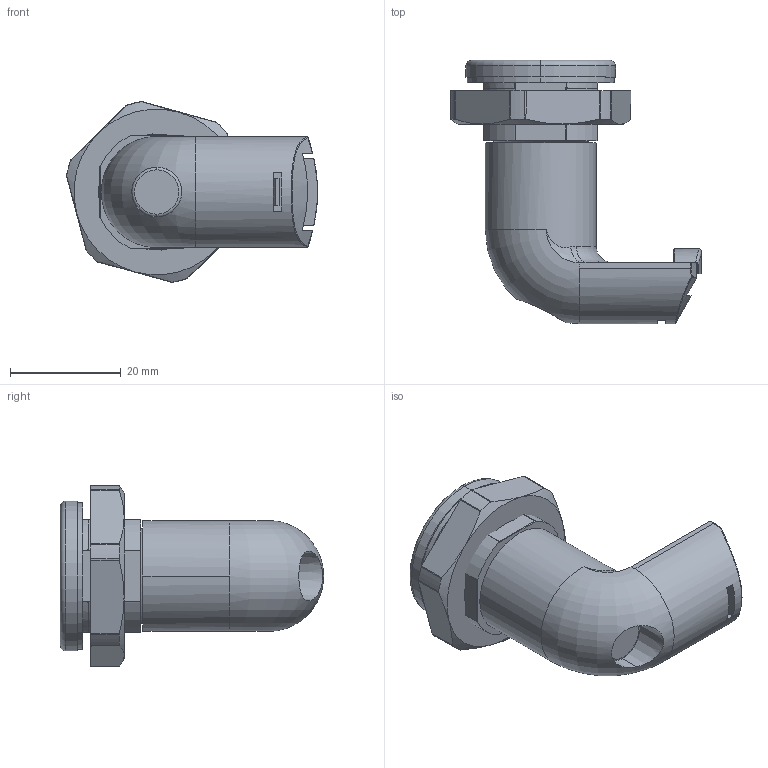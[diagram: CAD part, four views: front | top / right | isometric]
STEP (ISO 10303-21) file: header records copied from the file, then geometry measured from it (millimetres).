
FILE_DESCRIPTION (( 'STEP AP214' ), '1' );
FILE_NAME ('21620003.STEP', '2008-12-05T08:57:24', ( ' ' ), ( '' ), 'SwSTEP 2.0', 'SolidWorks 2008', '' );
FILE_SCHEMA (( 'AUTOMOTIVE_DESIGN' ));
Length unit declared in the file: millimetre
Products named in the file (13): 94407_Standard; 84205_Standard; 82204_Standard; 82171_Standard; 94403_Standard; 94400_Standard; 93034_Standard; 83054_Standard; 94078_Standard; 94408_Standard; 94401_Standard; 21620003
Assembly tree (12 placements, depth 3):
  21620003
    94407_Standard
    94078_Standard
    82171_Standard
    94408_Standard
    83054_Standard
    94400_Standard
    94403_Standard
      94403_Standard
      84205_Standard
    94401_Standard
    93034_Standard
    82204_Standard
Bounding box: 45.26 x 47.5 x 32.62 mm (x, y, z)
Volume: 18770.7 mm3; surface area: 13934.4 mm2
Topology: 11 solids, 11 shells, 438 faces, 1099 edges, 691 vertices
Faces by surface type: plane 181, cylinder 126, torus 60, bspline 35, cone 32, sphere 4
Entity records: 14782 total; most frequent: CARTESIAN_POINT 4037, ORIENTED_EDGE 2188, DIRECTION 2111, EDGE_CURVE 1094, AXIS2_PLACEMENT_3D 795, VERTEX_POINT 691, VECTOR 521, LINE 521
